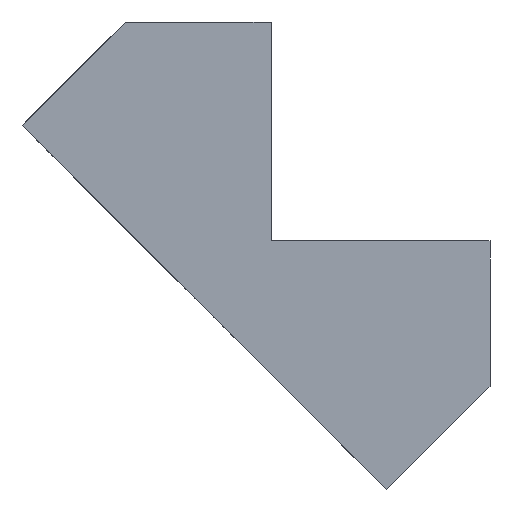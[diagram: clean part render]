
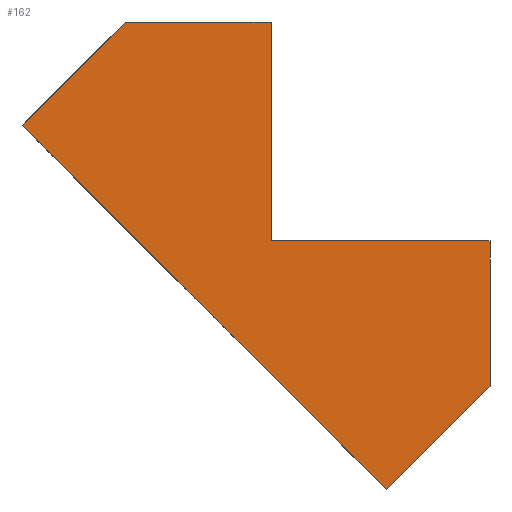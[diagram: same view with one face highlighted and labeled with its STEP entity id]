
A CAD part, left-side view. The second image highlights one B-rep face of the part: STEP entity #162.
In plain terms, the highlighted planar face has unit normal (-1, 0, 0).
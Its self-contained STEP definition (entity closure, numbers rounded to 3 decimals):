
#22 = VERTEX_POINT('',#23);
#23 = CARTESIAN_POINT('',(-6.,0.,0.));
#40 = VERTEX_POINT('',#41);
#41 = CARTESIAN_POINT('',(-6.,-15.,0.));
#47 = EDGE_CURVE('',#22,#40,#48,.T.);
#48 = LINE('',#49,#50);
#49 = CARTESIAN_POINT('',(-6.,0.,0.));
#50 = VECTOR('',#51,1.);
#51 = DIRECTION('',(0.,-1.,0.));
#71 = VERTEX_POINT('',#72);
#72 = CARTESIAN_POINT('',(-6.,0.,15.));
#78 = EDGE_CURVE('',#22,#71,#79,.T.);
#79 = LINE('',#80,#81);
#80 = CARTESIAN_POINT('',(-6.,0.,0.));
#81 = VECTOR('',#82,1.);
#82 = DIRECTION('',(0.,0.,1.));
#103 = EDGE_CURVE('',#40,#104,#106,.T.);
#104 = VERTEX_POINT('',#105);
#105 = CARTESIAN_POINT('',(-6.,-15.,-10.));
#106 = LINE('',#107,#108);
#107 = CARTESIAN_POINT('',(-6.,-15.,0.));
#108 = VECTOR('',#109,1.);
#109 = DIRECTION('',(0.,0.,-1.));
#162 = ADVANCED_FACE('',(#163),#198,.F.);
#163 = FACE_BOUND('',#164,.F.);
#164 = EDGE_LOOP('',(#165,#166,#167,#175,#183,#191,#197));
#165 = ORIENTED_EDGE('',*,*,#47,.T.);
#166 = ORIENTED_EDGE('',*,*,#103,.T.);
#167 = ORIENTED_EDGE('',*,*,#168,.T.);
#168 = EDGE_CURVE('',#104,#169,#171,.T.);
#169 = VERTEX_POINT('',#170);
#170 = CARTESIAN_POINT('',(-6.,-7.929,-17.071));
#171 = LINE('',#172,#173);
#172 = CARTESIAN_POINT('',(-6.,-15.,-10.));
#173 = VECTOR('',#174,1.);
#174 = DIRECTION('',(0.,0.707,-0.707)
  );
#175 = ORIENTED_EDGE('',*,*,#176,.F.);
#176 = EDGE_CURVE('',#177,#169,#179,.T.);
#177 = VERTEX_POINT('',#178);
#178 = CARTESIAN_POINT('',(-6.,17.071,7.929));
#179 = LINE('',#180,#181);
#180 = CARTESIAN_POINT('',(-6.,17.071,7.929));
#181 = VECTOR('',#182,1.);
#182 = DIRECTION('',(0.,-0.707,-0.707
    ));
#183 = ORIENTED_EDGE('',*,*,#184,.F.);
#184 = EDGE_CURVE('',#185,#177,#187,.T.);
#185 = VERTEX_POINT('',#186);
#186 = CARTESIAN_POINT('',(-6.,10.,15.));
#187 = LINE('',#188,#189);
#188 = CARTESIAN_POINT('',(-6.,10.,15.));
#189 = VECTOR('',#190,1.);
#190 = DIRECTION('',(0.,0.707,-0.707)
  );
#191 = ORIENTED_EDGE('',*,*,#192,.F.);
#192 = EDGE_CURVE('',#71,#185,#193,.T.);
#193 = LINE('',#194,#195);
#194 = CARTESIAN_POINT('',(-6.,0.,15.));
#195 = VECTOR('',#196,1.);
#196 = DIRECTION('',(0.,1.,0.));
#197 = ORIENTED_EDGE('',*,*,#78,.F.);
#198 = PLANE('',#199);
#199 = AXIS2_PLACEMENT_3D('',#200,#201,#202);
#200 = CARTESIAN_POINT('',(-6.,-0.286,0.286));
#201 = DIRECTION('',(1.,0.,0.));
#202 = DIRECTION('',(0.,0.,1.));
